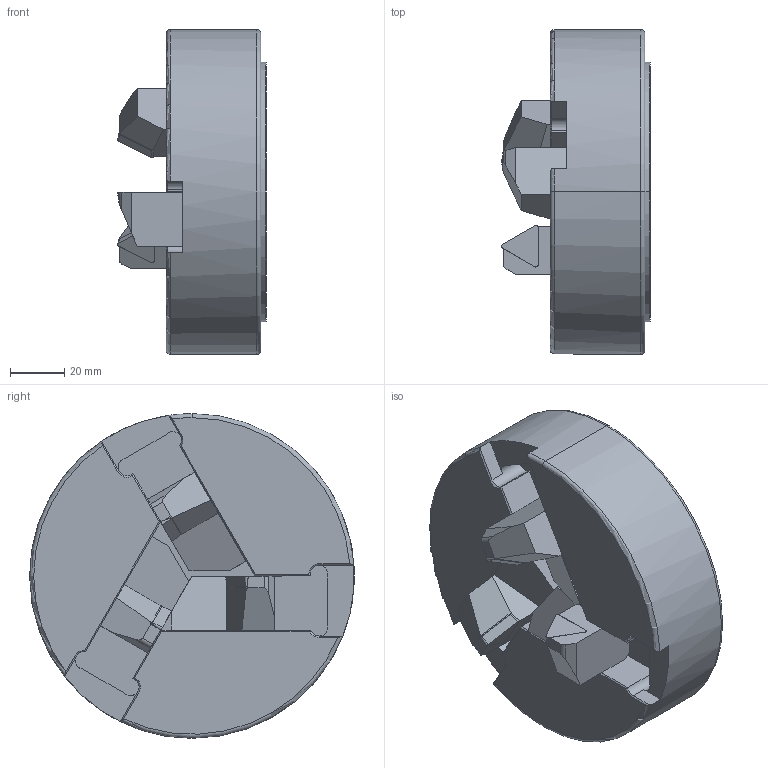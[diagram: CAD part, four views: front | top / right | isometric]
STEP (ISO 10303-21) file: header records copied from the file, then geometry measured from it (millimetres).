
FILE_DESCRIPTION (( 'STEP AP214' ), '1' );
FILE_NAME ('ACPBT-10-LIGHT.STP', '2023-11-14T14:49:21', ( '' ), ( '' ), 'SwSTEP 2.0', 'SolidWorks 2018', '' );
FILE_SCHEMA (( 'AUTOMOTIVE_DESIGN' ));
Length unit declared in the file: millimetre
Products named in the file (1): ACPBT-10-LIGHT
Bounding box: 55 x 120 x 120 mm (x, y, z)
Volume: 395414.7 mm3; surface area: 47107.6 mm2
Topology: 4 solids, 4 shells, 154 faces, 413 edges, 265 vertices
Faces by surface type: plane 105, cone 22, cylinder 19, torus 8
Entity records: 6585 total; most frequent: CARTESIAN_POINT 961, ORIENTED_EDGE 826, DIRECTION 788, EDGE_CURVE 413, LINE 292, VECTOR 292, VERTEX_POINT 265, AXIS2_PLACEMENT_3D 248
